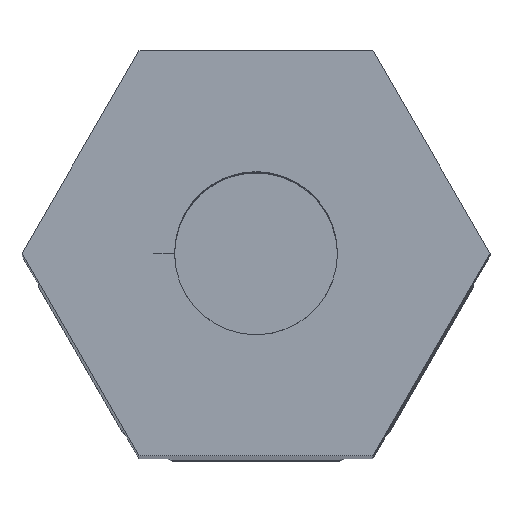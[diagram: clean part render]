
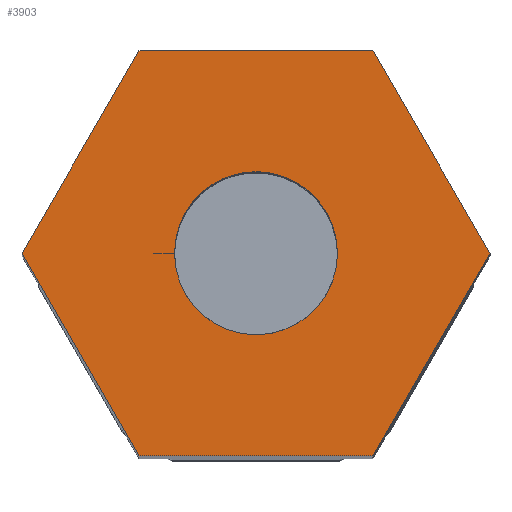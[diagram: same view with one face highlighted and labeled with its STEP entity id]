
A CAD part, top view. The second image highlights one B-rep face of the part: STEP entity #3903.
In plain terms, the highlighted planar face has unit normal (0, 0, 1).
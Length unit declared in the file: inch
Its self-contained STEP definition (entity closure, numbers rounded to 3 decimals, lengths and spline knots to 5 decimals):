
#87 = EDGE_CURVE ( 'NONE', #642, #4457, #908, .T. ) ;
#224 = EDGE_LOOP ( 'NONE', ( #1741, #1835 ) ) ;
#232 = CIRCLE ( 'NONE', #2707, 0.1005 ) ;
#240 = FACE_BOUND ( 'NONE', #224, .T. ) ;
#276 = LINE ( 'NONE', #1036, #2040 ) ;
#373 = DIRECTION ( 'NONE',  ( 1., 0., 0. ) ) ;
#449 = VERTEX_POINT ( 'NONE', #1537 ) ;
#536 = EDGE_CURVE ( 'NONE', #3237, #3151, #1783, .T. ) ;
#571 = PLANE ( 'NONE',  #879 ) ;
#588 = CARTESIAN_POINT ( 'NONE',  ( 0., 0., 1.92375 ) ) ;
#638 = DIRECTION ( 'NONE',  ( 0.5, 0.866, 0. ) ) ;
#642 = VERTEX_POINT ( 'NONE', #4073 ) ;
#653 = CARTESIAN_POINT ( 'NONE',  ( -0.28868, 0., 1.92375 ) ) ;
#675 = EDGE_CURVE ( 'NONE', #3333, #642, #2253, .T. ) ;
#708 = CARTESIAN_POINT ( 'NONE',  ( -0.14434, 0.25, 1.92375 ) ) ;
#745 = EDGE_CURVE ( 'NONE', #1839, #449, #232, .T. ) ;
#879 = AXIS2_PLACEMENT_3D ( 'NONE', #588, #3211, #3523 ) ;
#908 = LINE ( 'NONE', #4644, #2339 ) ;
#949 = DIRECTION ( 'NONE',  ( -1., 0., 0. ) ) ;
#995 = LINE ( 'NONE', #3959, #2032 ) ;
#1036 = CARTESIAN_POINT ( 'NONE',  ( -0.14434, -0.25, 1.92375 ) ) ;
#1101 = DIRECTION ( 'NONE',  ( 0., 0., 1. ) ) ;
#1123 = LINE ( 'NONE', #1439, #3099 ) ;
#1188 = DIRECTION ( 'NONE',  ( 0., 0., 1. ) ) ;
#1439 = CARTESIAN_POINT ( 'NONE',  ( -0.14434, 0.25, 1.92375 ) ) ;
#1537 = CARTESIAN_POINT ( 'NONE',  ( -0.1005, 0., 1.92375 ) ) ;
#1540 = CARTESIAN_POINT ( 'NONE',  ( 0., 0., 1.92375 ) ) ;
#1570 = CARTESIAN_POINT ( 'NONE',  ( 0.28868, 0., 1.92375 ) ) ;
#1680 = FACE_OUTER_BOUND ( 'NONE', #4138, .T. ) ;
#1741 = ORIENTED_EDGE ( 'NONE', *, *, #2535, .F. ) ;
#1783 = LINE ( 'NONE', #653, #3471 ) ;
#1835 = ORIENTED_EDGE ( 'NONE', *, *, #745, .F. ) ;
#1839 = VERTEX_POINT ( 'NONE', #2397 ) ;
#2018 = ORIENTED_EDGE ( 'NONE', *, *, #675, .T. ) ;
#2032 = VECTOR ( 'NONE', #638, 39.37008 ) ;
#2037 = EDGE_CURVE ( 'NONE', #4678, #3333, #995, .T. ) ;
#2040 = VECTOR ( 'NONE', #2519, 39.37008 ) ;
#2109 = AXIS2_PLACEMENT_3D ( 'NONE', #1540, #1101, #4719 ) ;
#2253 = LINE ( 'NONE', #1570, #4011 ) ;
#2329 = DIRECTION ( 'NONE',  ( -0.5, 0.866, 0. ) ) ;
#2339 = VECTOR ( 'NONE', #949, 39.37008 ) ;
#2397 = CARTESIAN_POINT ( 'NONE',  ( 0.1005, 0., 1.92375 ) ) ;
#2519 = DIRECTION ( 'NONE',  ( 1., 0., 0. ) ) ;
#2535 = EDGE_CURVE ( 'NONE', #449, #1839, #4397, .T. ) ;
#2541 = EDGE_CURVE ( 'NONE', #4457, #3237, #1123, .T. ) ;
#2654 = DIRECTION ( 'NONE',  ( -0.5, -0.866, 0. ) ) ;
#2707 = AXIS2_PLACEMENT_3D ( 'NONE', #3007, #1188, #373 ) ;
#3007 = CARTESIAN_POINT ( 'NONE',  ( 0., 0., 1.92375 ) ) ;
#3099 = VECTOR ( 'NONE', #2654, 39.37008 ) ;
#3151 = VERTEX_POINT ( 'NONE', #3560 ) ;
#3211 = DIRECTION ( 'NONE',  ( 0., 0., 1. ) ) ;
#3237 = VERTEX_POINT ( 'NONE', #4210 ) ;
#3247 = DIRECTION ( 'NONE',  ( 0.5, -0.866, 0. ) ) ;
#3291 = ORIENTED_EDGE ( 'NONE', *, *, #536, .T. ) ;
#3333 = VERTEX_POINT ( 'NONE', #4708 ) ;
#3471 = VECTOR ( 'NONE', #3247, 39.37008 ) ;
#3523 = DIRECTION ( 'NONE',  ( 1., 0., 0. ) ) ;
#3560 = CARTESIAN_POINT ( 'NONE',  ( -0.14434, -0.25, 1.92375 ) ) ;
#3855 = ORIENTED_EDGE ( 'NONE', *, *, #2541, .T. ) ;
#3903 = ADVANCED_FACE ( 'NONE', ( #240, #1680 ), #571, .T. ) ;
#3959 = CARTESIAN_POINT ( 'NONE',  ( 0.14434, -0.25, 1.92375 ) ) ;
#4011 = VECTOR ( 'NONE', #2329, 39.37008 ) ;
#4073 = CARTESIAN_POINT ( 'NONE',  ( 0.14434, 0.25, 1.92375 ) ) ;
#4081 = ORIENTED_EDGE ( 'NONE', *, *, #2037, .T. ) ;
#4089 = ORIENTED_EDGE ( 'NONE', *, *, #87, .T. ) ;
#4138 = EDGE_LOOP ( 'NONE', ( #4717, #4081, #2018, #4089, #3855, #3291 ) ) ;
#4210 = CARTESIAN_POINT ( 'NONE',  ( -0.28868, 0., 1.92375 ) ) ;
#4397 = CIRCLE ( 'NONE', #2109, 0.1005 ) ;
#4457 = VERTEX_POINT ( 'NONE', #708 ) ;
#4460 = CARTESIAN_POINT ( 'NONE',  ( 0.14434, -0.25, 1.92375 ) ) ;
#4629 = EDGE_CURVE ( 'NONE', #3151, #4678, #276, .T. ) ;
#4644 = CARTESIAN_POINT ( 'NONE',  ( 0.14434, 0.25, 1.92375 ) ) ;
#4678 = VERTEX_POINT ( 'NONE', #4460 ) ;
#4708 = CARTESIAN_POINT ( 'NONE',  ( 0.28868, 0., 1.92375 ) ) ;
#4717 = ORIENTED_EDGE ( 'NONE', *, *, #4629, .T. ) ;
#4719 = DIRECTION ( 'NONE',  ( 1., 0., 0. ) ) ;
